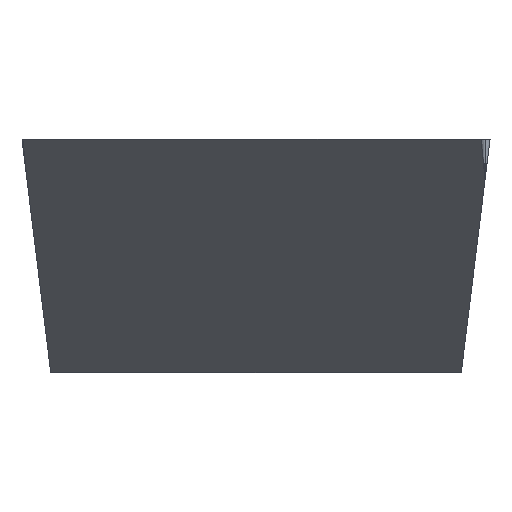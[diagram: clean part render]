
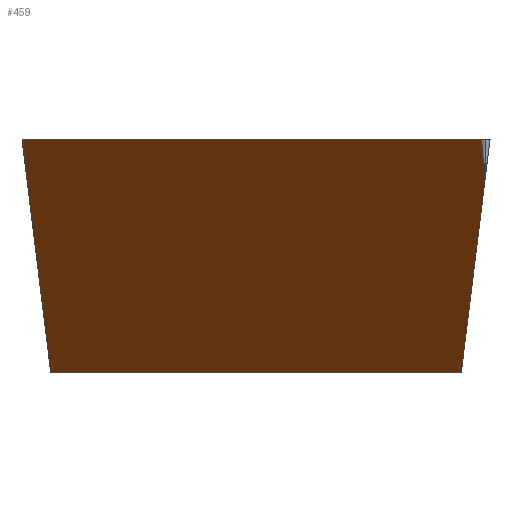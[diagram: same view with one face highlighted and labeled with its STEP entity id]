
A CAD part, left-side view. The second image highlights one B-rep face of the part: STEP entity #459.
In plain terms, the highlighted free-form (B-spline) face has degree [1, 3] with [2, 4] control points.
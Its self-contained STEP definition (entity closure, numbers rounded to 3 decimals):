
#10 = CARTESIAN_POINT ( 'NONE',  ( -1.343, 4.259, -4.102 ) ) ;
#22 = VERTEX_POINT ( 'NONE', #231 ) ;
#38 = VERTEX_POINT ( 'NONE', #148 ) ;
#42 = VECTOR ( 'NONE', #212, 1000. ) ;
#53 = CARTESIAN_POINT ( 'NONE',  ( -1.527, 4.744, 0. ) ) ;
#64 = CARTESIAN_POINT ( 'NONE',  ( -13.251, -4.178, -4.76 ) ) ;
#66 = VECTOR ( 'NONE', #283, 1000. ) ;
#96 = EDGE_CURVE ( 'NONE', #38, #473, #373, .T. ) ;
#99 = DIRECTION ( 'NONE',  ( 0.07, -0.1, -0.993 ) ) ;
#106 = CARTESIAN_POINT ( 'NONE',  ( -1.527, 4.744, 0. ) ) ;
#108 = B_SPLINE_CURVE_WITH_KNOTS ( 'NONE', 3,
 ( #127, #10, #118, #117, #131, #129, #128 ),
 .UNSPECIFIED., .F., .F.,
 ( 4, 3, 4 ),
 ( 0., 0.002, 0.004 ),
 .UNSPECIFIED. ) ;
#117 = CARTESIAN_POINT ( 'NONE',  ( -1.394, 4.42, -2.787 ) ) ;
#118 = CARTESIAN_POINT ( 'NONE',  ( -1.368, 4.34, -3.445 ) ) ;
#127 = CARTESIAN_POINT ( 'NONE',  ( -1.317, 4.178, -4.76 ) ) ;
#128 = CARTESIAN_POINT ( 'NONE',  ( -1.47, 4.662, -0.814 ) ) ;
#129 = CARTESIAN_POINT ( 'NONE',  ( -1.445, 4.582, -1.472 ) ) ;
#131 = CARTESIAN_POINT ( 'NONE',  ( -1.419, 4.501, -2.13 ) ) ;
#136 = CARTESIAN_POINT ( 'NONE',  ( -14.845, -4.581, 0. ) ) ;
#148 = CARTESIAN_POINT ( 'NONE',  ( -1.317, 4.178, -4.76 ) ) ;
#174 = LINE ( 'NONE', #204, #66 ) ;
#186 = CARTESIAN_POINT ( 'NONE',  ( -5.564, 1.062, -5.712 ) ) ;
#204 = CARTESIAN_POINT ( 'NONE',  ( -14.845, -4.581, 0. ) ) ;
#205 = CARTESIAN_POINT ( 'NONE',  ( -13.251, -4.178, -4.76 ) ) ;
#208 = LINE ( 'NONE', #263, #42 ) ;
#210 = CARTESIAN_POINT ( 'NONE',  ( -5.967, 1.636, 0. ) ) ;
#212 = DIRECTION ( 'NONE',  ( -0.819, -0.574, 0. ) ) ;
#219 = CARTESIAN_POINT ( 'NONE',  ( -1.527, 4.744, 0. ) ) ;
#223 = CARTESIAN_POINT ( 'NONE',  ( -10.406, -1.472, 0. ) ) ;
#226 = CARTESIAN_POINT ( 'NONE',  ( -13.763, -4.34, -3.445 ) ) ;
#229 = CARTESIAN_POINT ( 'NONE',  ( -14.845, -4.581, 0. ) ) ;
#231 = CARTESIAN_POINT ( 'NONE',  ( -1.47, 4.662, -0.814 ) ) ;
#240 = CARTESIAN_POINT ( 'NONE',  ( -1.125, 4.17, -5.712 ) ) ;
#243 = CARTESIAN_POINT ( 'NONE',  ( -13.507, -4.259, -4.102 ) ) ;
#247 = CARTESIAN_POINT ( 'NONE',  ( -14.531, -4.582, -1.472 ) ) ;
#248 = CARTESIAN_POINT ( 'NONE',  ( -14.275, -4.501, -2.13 ) ) ;
#250 = CARTESIAN_POINT ( 'NONE',  ( -14.019, -4.42, -2.787 ) ) ;
#253 = CARTESIAN_POINT ( 'NONE',  ( -10.003, -2.047, -5.712 ) ) ;
#254 = CARTESIAN_POINT ( 'NONE',  ( -14.788, -4.663, -0.814 ) ) ;
#255 = CARTESIAN_POINT ( 'NONE',  ( -14.443, -5.155, -5.712 ) ) ;
#263 = CARTESIAN_POINT ( 'NONE',  ( -15.105, -4.763, 0. ) ) ;
#266 = CARTESIAN_POINT ( 'NONE',  ( -1.317, 4.178, -4.76 ) ) ;
#270 = LINE ( 'NONE', #106, #394 ) ;
#277 = CARTESIAN_POINT ( 'NONE',  ( -14.788, -4.663, -0.814 ) ) ;
#279 = EDGE_CURVE ( 'NONE', #336, #484, #174, .T. ) ;
#282 = CARTESIAN_POINT ( 'NONE',  ( -5.295, 1.393, -4.76 ) ) ;
#283 = DIRECTION ( 'NONE',  ( -0.07, 0.1, 0.993 ) ) ;
#301 = CARTESIAN_POINT ( 'NONE',  ( -13.251, -4.178, -4.76 ) ) ;
#308 = ORIENTED_EDGE ( 'NONE', *, *, #385, .F. ) ;
#323 = ORIENTED_EDGE ( 'NONE', *, *, #441, .T. ) ;
#325 = ORIENTED_EDGE ( 'NONE', *, *, #431, .F. ) ;
#332 = ORIENTED_EDGE ( 'NONE', *, *, #96, .T. ) ;
#334 = ORIENTED_EDGE ( 'NONE', *, *, #402, .T. ) ;
#335 = ORIENTED_EDGE ( 'NONE', *, *, #279, .T. ) ;
#336 = VERTEX_POINT ( 'NONE', #277 ) ;
#345 = FACE_OUTER_BOUND ( 'NONE', #463, .T. ) ;
#373 = B_SPLINE_CURVE_WITH_KNOTS ( 'NONE', 3,
 ( #266, #282, #443, #301 ),
 .UNSPECIFIED., .F., .F.,
 ( 4, 4 ),
 ( 0., 0.015 ),
 .UNSPECIFIED. ) ;
#377 = B_SPLINE_CURVE_WITH_KNOTS ( 'NONE', 3,
 ( #205, #243, #226, #250, #248, #247, #254 ),
 .UNSPECIFIED., .F., .F.,
 ( 4, 3, 4 ),
 ( 0., 0.002, 0.004 ),
 .UNSPECIFIED. ) ;
#385 = EDGE_CURVE ( 'NONE', #487, #484, #208, .T. ) ;
#394 = VECTOR ( 'NONE', #99, 1000. ) ;
#402 = EDGE_CURVE ( 'NONE', #473, #336, #377, .T. ) ;
#429 = B_SPLINE_SURFACE_WITH_KNOTS ( 'NONE', 1, 3, ( 
 ( #219, #210, #223, #229 ),
 ( #240, #186, #253, #255 ) ),
 .UNSPECIFIED., .F., .F., .F.,
 ( 2, 2 ),
 ( 4, 4 ),
 ( 0., 1. ),
 ( -0.017, 0. ),
 .UNSPECIFIED. ) ;
#431 = EDGE_CURVE ( 'NONE', #38, #22, #108, .T. ) ;
#441 = EDGE_CURVE ( 'NONE', #487, #22, #270, .T. ) ;
#443 = CARTESIAN_POINT ( 'NONE',  ( -9.273, -1.393, -4.76 ) ) ;
#459 = ADVANCED_FACE ( 'NONE', ( #345 ), #429, .T. ) ;
#463 = EDGE_LOOP ( 'NONE', ( #308, #323, #325, #332, #334, #335 ) ) ;
#473 = VERTEX_POINT ( 'NONE', #64 ) ;
#484 = VERTEX_POINT ( 'NONE', #136 ) ;
#487 = VERTEX_POINT ( 'NONE', #53 ) ;
